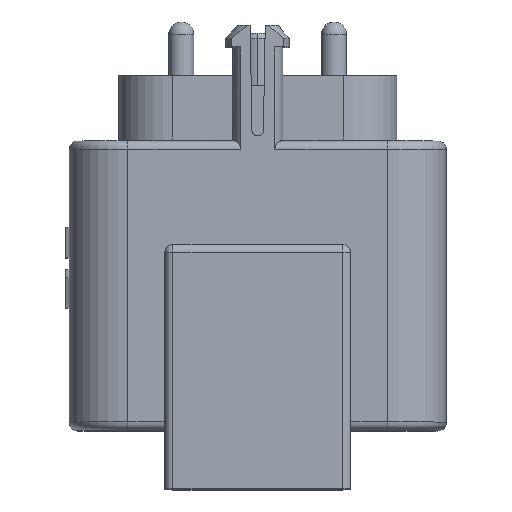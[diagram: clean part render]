
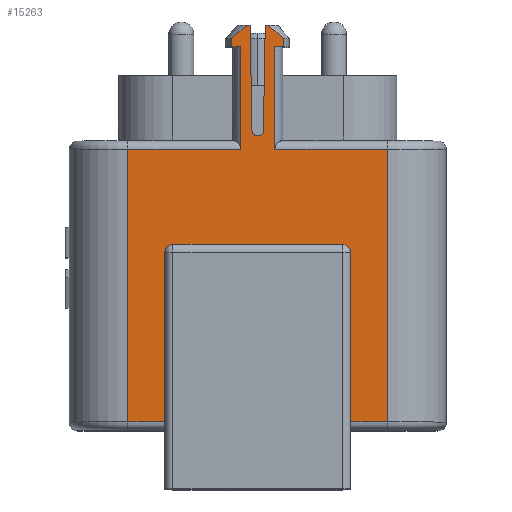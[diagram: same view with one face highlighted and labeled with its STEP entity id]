
A CAD part, top view. The second image highlights one B-rep face of the part: STEP entity #15263.
In plain terms, the highlighted planar face has unit normal (0, 0, 1).
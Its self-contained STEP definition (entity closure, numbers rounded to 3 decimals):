
#1474=DIRECTION('',(-1.,0.,0.));
#1475=VECTOR('',#1474,2.19);
#1476=CARTESIAN_POINT('',(-5.55,0.5,13.55));
#1477=LINE('',#1476,#1475);
#1478=DIRECTION('',(0.,-1.,0.));
#1479=VECTOR('',#1478,16.25);
#1480=CARTESIAN_POINT('',(-7.74,16.75,13.55));
#1481=LINE('',#1480,#1479);
#1482=DIRECTION('',(1.,0.,0.));
#1483=VECTOR('',#1482,6.72);
#1484=CARTESIAN_POINT('',(-7.74,16.75,13.55));
#1485=LINE('',#1484,#1483);
#1486=DIRECTION('',(-0.017,1.,0.));
#1487=VECTOR('',#1486,6.266);
#1488=CARTESIAN_POINT('',(-0.341,17.885,13.55));
#1489=LINE('',#1488,#1487);
#1490=CARTESIAN_POINT('',(0.,17.891,13.55));
#1491=DIRECTION('',(0.,0.,-1.));
#1492=DIRECTION('',(1.,-0.017,0.));
#1493=AXIS2_PLACEMENT_3D('',#1490,#1491,#1492);
#1495=DIRECTION('',(-0.017,-1.,0.));
#1496=VECTOR('',#1495,6.266);
#1497=CARTESIAN_POINT('',(0.45,24.15,13.55));
#1498=LINE('',#1497,#1496);
#1499=DIRECTION('',(1.,0.,0.));
#1500=VECTOR('',#1499,6.72);
#1501=CARTESIAN_POINT('',(1.02,16.75,13.55));
#1502=LINE('',#1501,#1500);
#1503=DIRECTION('',(0.,1.,0.));
#1504=VECTOR('',#1503,16.25);
#1505=CARTESIAN_POINT('',(7.74,0.5,13.55));
#1506=LINE('',#1505,#1504);
#1507=DIRECTION('',(-1.,0.,0.));
#1508=VECTOR('',#1507,2.19);
#1509=CARTESIAN_POINT('',(7.74,0.5,13.55));
#1510=LINE('',#1509,#1508);
#1511=DIRECTION('',(0.,1.,0.));
#1512=VECTOR('',#1511,10.08);
#1513=CARTESIAN_POINT('',(5.55,0.5,13.55));
#1514=LINE('',#1513,#1512);
#1515=DIRECTION('',(1.,0.,0.));
#1516=VECTOR('',#1515,10.1);
#1517=CARTESIAN_POINT('',(-5.05,11.08,13.55));
#1518=LINE('',#1517,#1516);
#1519=DIRECTION('',(0.,1.,0.));
#1520=VECTOR('',#1519,10.08);
#1521=CARTESIAN_POINT('',(-5.55,0.5,13.55));
#1522=LINE('',#1521,#1520);
#6031=DIRECTION('',(0.,-1.,0.));
#6032=VECTOR('',#6031,6.1);
#6033=CARTESIAN_POINT('',(-1.02,22.85,13.55));
#6034=LINE('',#6033,#6032);
#6073=DIRECTION('',(-1.,0.,0.));
#6074=VECTOR('',#6073,0.097);
#6075=CARTESIAN_POINT('',(0.547,24.15,13.55));
#6076=LINE('',#6075,#6074);
#6081=DIRECTION('',(-1.,0.,0.));
#6082=VECTOR('',#6081,0.097);
#6083=CARTESIAN_POINT('',(-0.45,24.15,13.55));
#6084=LINE('',#6083,#6082);
#6094=CARTESIAN_POINT('',(1.549,23.35,13.55));
#6095=CARTESIAN_POINT('',(1.456,23.441,13.55));
#6096=CARTESIAN_POINT('',(1.275,23.611,13.55));
#6097=CARTESIAN_POINT('',(1.019,23.832,13.55));
#6098=CARTESIAN_POINT('',(0.777,24.015,13.55));
#6099=CARTESIAN_POINT('',(0.623,24.11,13.55));
#6100=CARTESIAN_POINT('',(0.547,24.15,13.55));
#6115=DIRECTION('',(0.,-1.,0.));
#6116=VECTOR('',#6115,0.5);
#6117=CARTESIAN_POINT('',(1.549,23.35,13.55));
#6118=LINE('',#6117,#6116);
#6128=DIRECTION('',(-1.,0.,0.));
#6129=VECTOR('',#6128,0.529);
#6130=CARTESIAN_POINT('',(1.549,22.85,13.55));
#6131=LINE('',#6130,#6129);
#6141=DIRECTION('',(-1.,0.,0.));
#6142=VECTOR('',#6141,0.529);
#6143=CARTESIAN_POINT('',(-1.02,22.85,13.55));
#6144=LINE('',#6143,#6142);
#6154=DIRECTION('',(0.,1.,0.));
#6155=VECTOR('',#6154,6.1);
#6156=CARTESIAN_POINT('',(1.02,16.75,13.55));
#6157=LINE('',#6156,#6155);
#9679=CARTESIAN_POINT('',(-5.05,10.58,13.55));
#9680=DIRECTION('',(0.,0.,-1.));
#9681=DIRECTION('',(-1.,0.,0.));
#9682=AXIS2_PLACEMENT_3D('',#9679,#9680,#9681);
#9696=CARTESIAN_POINT('',(5.05,10.58,13.55));
#9697=DIRECTION('',(0.,0.,-1.));
#9698=DIRECTION('',(0.,1.,0.));
#9699=AXIS2_PLACEMENT_3D('',#9696,#9697,#9698);
#10882=DIRECTION('',(0.,-1.,0.));
#10883=VECTOR('',#10882,0.5);
#10884=CARTESIAN_POINT('',(-1.549,23.35,13.55));
#10885=LINE('',#10884,#10883);
#10895=CARTESIAN_POINT('',(-0.547,24.15,13.55));
#10896=CARTESIAN_POINT('',(-0.623,24.11,13.55));
#10897=CARTESIAN_POINT('',(-0.777,24.015,13.55));
#10898=CARTESIAN_POINT('',(-1.019,23.832,13.55));
#10899=CARTESIAN_POINT('',(-1.275,23.611,13.55));
#10900=CARTESIAN_POINT('',(-1.456,23.441,13.55));
#10901=CARTESIAN_POINT('',(-1.549,23.35,13.55));
#12208=CARTESIAN_POINT('',(0.341,17.885,13.55));
#12210=VERTEX_POINT('',#12208);
#12212=CARTESIAN_POINT('',(-0.341,17.885,13.55));
#12214=VERTEX_POINT('',#12212);
#12218=CARTESIAN_POINT('',(1.549,22.85,13.55));
#12219=CARTESIAN_POINT('',(1.02,22.85,13.55));
#12220=VERTEX_POINT('',#12218);
#12221=VERTEX_POINT('',#12219);
#12222=CARTESIAN_POINT('',(-1.02,22.85,13.55));
#12223=CARTESIAN_POINT('',(-1.549,22.85,13.55));
#12224=VERTEX_POINT('',#12222);
#12225=VERTEX_POINT('',#12223);
#12232=CARTESIAN_POINT('',(-1.549,23.35,13.55));
#12233=VERTEX_POINT('',#12232);
#12236=VERTEX_POINT('',#10895);
#12238=CARTESIAN_POINT('',(1.549,23.35,13.55));
#12239=VERTEX_POINT('',#12238);
#12242=VERTEX_POINT('',#6100);
#12244=CARTESIAN_POINT('',(0.45,24.15,13.55));
#12245=VERTEX_POINT('',#12244);
#12246=CARTESIAN_POINT('',(-0.45,24.15,13.55));
#12247=VERTEX_POINT('',#12246);
#12786=CARTESIAN_POINT('',(-7.74,16.75,13.55));
#12787=CARTESIAN_POINT('',(-1.02,16.75,13.55));
#12788=VERTEX_POINT('',#12786);
#12789=VERTEX_POINT('',#12787);
#12828=CARTESIAN_POINT('',(7.74,16.75,13.55));
#12829=VERTEX_POINT('',#12828);
#12832=CARTESIAN_POINT('',(1.02,16.75,13.55));
#12833=VERTEX_POINT('',#12832);
#12850=CARTESIAN_POINT('',(5.55,10.58,13.55));
#12851=VERTEX_POINT('',#12850);
#12852=CARTESIAN_POINT('',(5.05,11.08,13.55));
#12854=VERTEX_POINT('',#12852);
#12858=CARTESIAN_POINT('',(-5.05,11.08,13.55));
#12859=VERTEX_POINT('',#12858);
#12860=CARTESIAN_POINT('',(-5.55,10.58,13.55));
#12861=VERTEX_POINT('',#12860);
#12936=CARTESIAN_POINT('',(-7.74,0.5,13.55));
#12937=VERTEX_POINT('',#12936);
#12940=CARTESIAN_POINT('',(-5.55,0.5,13.55));
#12941=VERTEX_POINT('',#12940);
#12942=CARTESIAN_POINT('',(7.74,0.5,13.55));
#12943=CARTESIAN_POINT('',(5.55,0.5,13.55));
#12944=VERTEX_POINT('',#12942);
#12945=VERTEX_POINT('',#12943);
#15211=CARTESIAN_POINT('',(-11.24,0.,13.55));
#15212=DIRECTION('',(0.,0.,1.));
#15213=DIRECTION('',(1.,0.,0.));
#15214=AXIS2_PLACEMENT_3D('',#15211,#15212,#15213);
#15215=PLANE('',#15214);
#15216=ORIENTED_EDGE('',*,*,#13502,.T.);
#15218=ORIENTED_EDGE('',*,*,#15217,.F.);
#15219=ORIENTED_EDGE('',*,*,#15201,.T.);
#15221=ORIENTED_EDGE('',*,*,#15220,.F.);
#15223=ORIENTED_EDGE('',*,*,#15222,.T.);
#15225=ORIENTED_EDGE('',*,*,#15224,.F.);
#15227=ORIENTED_EDGE('',*,*,#15226,.F.);
#15229=ORIENTED_EDGE('',*,*,#15228,.F.);
#15231=ORIENTED_EDGE('',*,*,#15230,.F.);
#15233=ORIENTED_EDGE('',*,*,#15232,.F.);
#15235=ORIENTED_EDGE('',*,*,#15234,.F.);
#15237=ORIENTED_EDGE('',*,*,#15236,.F.);
#15239=ORIENTED_EDGE('',*,*,#15238,.F.);
#15241=ORIENTED_EDGE('',*,*,#15240,.T.);
#15243=ORIENTED_EDGE('',*,*,#15242,.T.);
#15245=ORIENTED_EDGE('',*,*,#15244,.F.);
#15247=ORIENTED_EDGE('',*,*,#15246,.T.);
#15249=ORIENTED_EDGE('',*,*,#15248,.F.);
#15251=ORIENTED_EDGE('',*,*,#15250,.T.);
#15253=ORIENTED_EDGE('',*,*,#15252,.T.);
#15255=ORIENTED_EDGE('',*,*,#15254,.F.);
#15257=ORIENTED_EDGE('',*,*,#15256,.F.);
#15259=ORIENTED_EDGE('',*,*,#15258,.F.);
#15260=ORIENTED_EDGE('',*,*,#13447,.F.);
#15261=EDGE_LOOP('',(#15216,#15218,#15219,#15221,#15223,#15225,#15227,#15229,
#15231,#15233,#15235,#15237,#15239,#15241,#15243,#15245,#15247,#15249,#15251,
#15253,#15255,#15257,#15259,#15260));
#15262=FACE_OUTER_BOUND('',#15261,.F.);
#15263=ADVANCED_FACE('',(#15262),#15215,.T.);
#1494=CIRCLE('',#1493,0.341);
#6101=B_SPLINE_CURVE_WITH_KNOTS('',3,(#6094,#6095,#6096,#6097,#6098,#6099,
#6100),.UNSPECIFIED.,.F.,.F.,(4,1,1,1,4),(0.,0.25,0.5,0.75,1.),
.UNSPECIFIED.);
#9683=CIRCLE('',#9682,0.5);
#9700=CIRCLE('',#9699,0.5);
#10902=B_SPLINE_CURVE_WITH_KNOTS('',3,(#10895,#10896,#10897,#10898,#10899,
#10900,#10901),.UNSPECIFIED.,.F.,.F.,(4,1,1,1,4),(0.,0.25,0.5,0.75,
1.),.UNSPECIFIED.);
#13447=EDGE_CURVE('',#12941,#12861,#1522,.T.);
#13502=EDGE_CURVE('',#12941,#12937,#1477,.T.);
#15201=EDGE_CURVE('',#12788,#12789,#1485,.T.);
#15217=EDGE_CURVE('',#12788,#12937,#1481,.T.);
#15220=EDGE_CURVE('',#12224,#12789,#6034,.T.);
#15222=EDGE_CURVE('',#12224,#12225,#6144,.T.);
#15224=EDGE_CURVE('',#12233,#12225,#10885,.T.);
#15226=EDGE_CURVE('',#12236,#12233,#10902,.T.);
#15228=EDGE_CURVE('',#12247,#12236,#6084,.T.);
#15230=EDGE_CURVE('',#12214,#12247,#1489,.T.);
#15232=EDGE_CURVE('',#12210,#12214,#1494,.T.);
#15234=EDGE_CURVE('',#12245,#12210,#1498,.T.);
#15236=EDGE_CURVE('',#12242,#12245,#6076,.T.);
#15238=EDGE_CURVE('',#12239,#12242,#6101,.T.);
#15240=EDGE_CURVE('',#12239,#12220,#6118,.T.);
#15242=EDGE_CURVE('',#12220,#12221,#6131,.T.);
#15244=EDGE_CURVE('',#12833,#12221,#6157,.T.);
#15246=EDGE_CURVE('',#12833,#12829,#1502,.T.);
#15248=EDGE_CURVE('',#12944,#12829,#1506,.T.);
#15250=EDGE_CURVE('',#12944,#12945,#1510,.T.);
#15252=EDGE_CURVE('',#12945,#12851,#1514,.T.);
#15254=EDGE_CURVE('',#12854,#12851,#9700,.T.);
#15256=EDGE_CURVE('',#12859,#12854,#1518,.T.);
#15258=EDGE_CURVE('',#12861,#12859,#9683,.T.);
